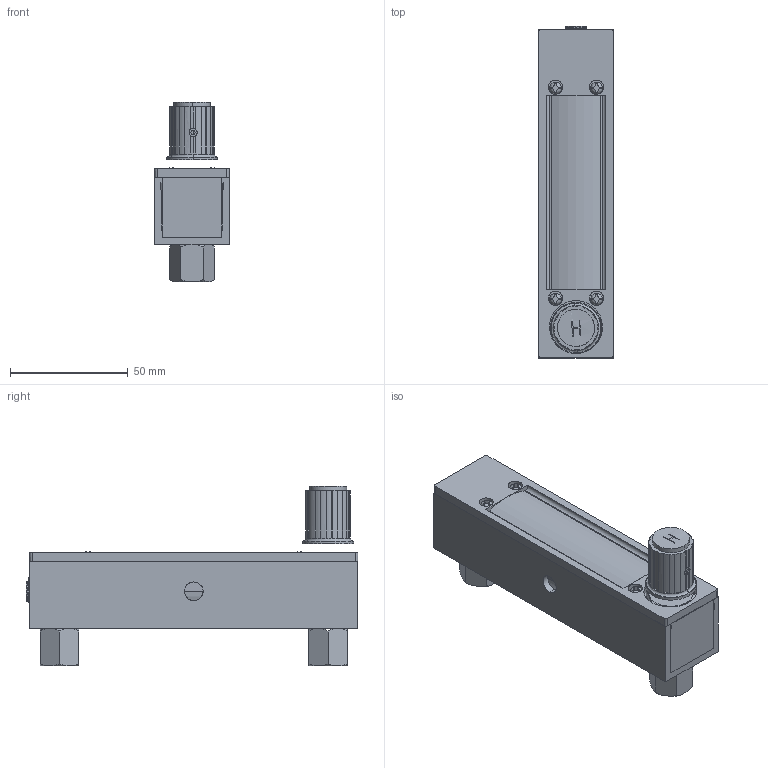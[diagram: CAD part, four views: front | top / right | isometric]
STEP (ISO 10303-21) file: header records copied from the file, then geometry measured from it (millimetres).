
FILE_DESCRIPTION (( 'STEP AP203' ), '1' );
FILE_NAME ('1350G-J-V-1-A.STEP', '2020-05-12T19:07:31', ( '' ), ( '' ), 'SwSTEP 2.0', 'SolidWorks 2019', '' );
FILE_SCHEMA (( 'CONFIG_CONTROL_DESIGN' ));
Length unit declared in the file: millimetre
Products named in the file (1): 1350G-J-V-1-A
Bounding box: 31.75 x 141.22 x 76.51 mm (x, y, z)
Surface area: 42230.6 mm2 (no closed solid volume)
Topology: 0 solids, 17 shells, 337 faces, 1002 edges, 669 vertices
Faces by surface type: plane 216, cylinder 58, cone 53, bspline 8, torus 2
Entity records: 14660 total; most frequent: CARTESIAN_POINT 7774, ORIENTED_EDGE 1761, EDGE_CURVE 994, B_SPLINE_CURVE_WITH_KNOTS 986, VERTEX_POINT 663, DIRECTION 656, EDGE_LOOP 372, ADVANCED_FACE 335
